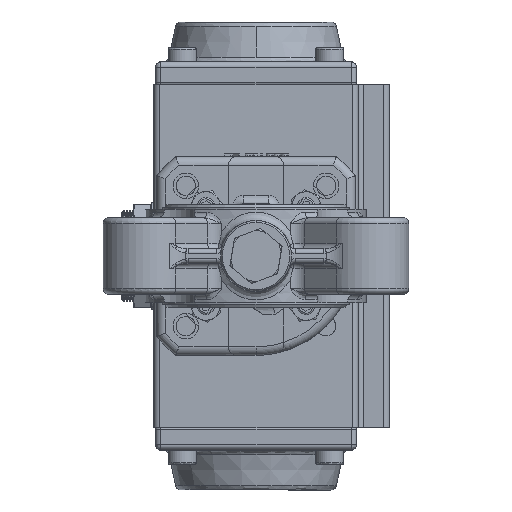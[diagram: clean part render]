
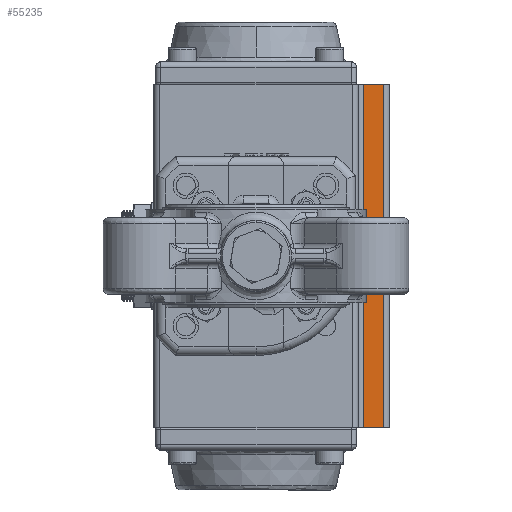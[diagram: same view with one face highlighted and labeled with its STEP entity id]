
A CAD part, front view. The second image highlights one B-rep face of the part: STEP entity #55235.
In plain terms, the highlighted planar face has unit normal (0, 1, 0).
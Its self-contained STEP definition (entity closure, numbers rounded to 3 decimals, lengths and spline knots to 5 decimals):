
#1795 = CARTESIAN_POINT ( 'NONE',  ( -0.03837, 0.11817, 0.15852 ) ) ;
#3585 = LINE ( 'NONE', #24416, #10829 ) ;
#5716 = VECTOR ( 'NONE', #8055, 1. ) ;
#6590 = LINE ( 'NONE', #72614, #25460 ) ;
#8055 = DIRECTION ( 'NONE',  ( -1., 0., 0. ) ) ;
#10005 = CARTESIAN_POINT ( 'NONE',  ( -0.03837, 0.11817, 0.27952 ) ) ;
#10829 = VECTOR ( 'NONE', #41807, 1. ) ;
#11229 = ORIENTED_EDGE ( 'NONE', *, *, #27677, .T. ) ;
#20701 = ORIENTED_EDGE ( 'NONE', *, *, #49262, .T. ) ;
#23428 = VERTEX_POINT ( 'NONE', #38302 ) ;
#24416 = CARTESIAN_POINT ( 'NONE',  ( -0.03137, 0.11817, 0.27952 ) ) ;
#24727 = FACE_OUTER_BOUND ( 'NONE', #28198, .T. ) ;
#25460 = VECTOR ( 'NONE', #30322, 1. ) ;
#25847 = LINE ( 'NONE', #49176, #5716 ) ;
#27677 = EDGE_CURVE ( 'NONE', #47818, #40451, #69288, .T. ) ;
#27933 = ORIENTED_EDGE ( 'NONE', *, *, #58731, .T. ) ;
#28198 = EDGE_LOOP ( 'NONE', ( #27933, #48623, #11229, #20701 ) ) ;
#30262 = DIRECTION ( 'NONE',  ( 0., 1., 0. ) ) ;
#30322 = DIRECTION ( 'NONE',  ( 1., 0., 0. ) ) ;
#38302 = CARTESIAN_POINT ( 'NONE',  ( -0.03137, 0.11817, 0.27952 ) ) ;
#40451 = VERTEX_POINT ( 'NONE', #43045 ) ;
#41807 = DIRECTION ( 'NONE',  ( 0., 0., -1. ) ) ;
#43045 = CARTESIAN_POINT ( 'NONE',  ( -0.03837, 0.11817, 0.27952 ) ) ;
#46106 = VECTOR ( 'NONE', #57798, 1. ) ;
#47818 = VERTEX_POINT ( 'NONE', #1795 ) ;
#48045 = PLANE ( 'NONE',  #58535 ) ;
#48428 = DIRECTION ( 'NONE',  ( 1., 0., 0. ) ) ;
#48623 = ORIENTED_EDGE ( 'NONE', *, *, #71626, .T. ) ;
#49176 = CARTESIAN_POINT ( 'NONE',  ( -0.03137, 0.11817, 0.15852 ) ) ;
#49262 = EDGE_CURVE ( 'NONE', #40451, #23428, #6590, .T. ) ;
#49568 = VERTEX_POINT ( 'NONE', #54321 ) ;
#54321 = CARTESIAN_POINT ( 'NONE',  ( -0.03137, 0.11817, 0.15852 ) ) ;
#55235 = ADVANCED_FACE ( 'NONE', ( #24727 ), #48045, .T. ) ;
#57798 = DIRECTION ( 'NONE',  ( 0., 0., 1. ) ) ;
#58535 = AXIS2_PLACEMENT_3D ( 'NONE', #72945, #30262, #48428 ) ;
#58731 = EDGE_CURVE ( 'NONE', #23428, #49568, #3585, .T. ) ;
#69288 = LINE ( 'NONE', #10005, #46106 ) ;
#71626 = EDGE_CURVE ( 'NONE', #49568, #47818, #25847, .T. ) ;
#72614 = CARTESIAN_POINT ( 'NONE',  ( -0.03137, 0.11817, 0.27952 ) ) ;
#72945 = CARTESIAN_POINT ( 'NONE',  ( -0.03137, 0.11817, 0.27952 ) ) ;
